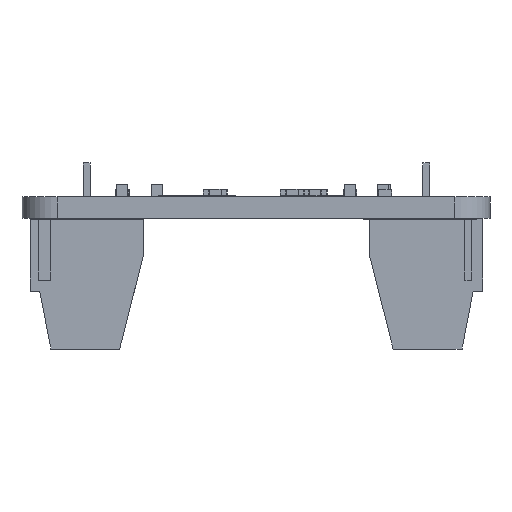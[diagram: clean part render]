
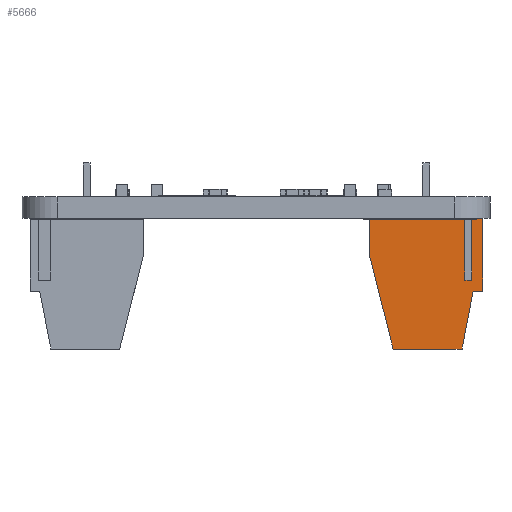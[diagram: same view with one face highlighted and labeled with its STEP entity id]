
A CAD part, left-side view. The second image highlights one B-rep face of the part: STEP entity #5666.
In plain terms, the highlighted face is planar.
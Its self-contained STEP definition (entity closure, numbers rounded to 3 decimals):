
#589=PLANE('',#6409);
#867=FACE_OUTER_BOUND('',#1346,.T.);
#1346=EDGE_LOOP('',(#4872,#4873,#4874,#4875,#4876,#4877,#4878,#4879,#4880,
#4881,#4882));
#1709=LINE('',#9382,#2151);
#1715=LINE('',#9395,#2157);
#1742=LINE('',#9448,#2184);
#1743=LINE('',#9451,#2185);
#1744=LINE('',#9453,#2186);
#1745=LINE('',#9455,#2187);
#1746=LINE('',#9457,#2188);
#1747=LINE('',#9459,#2189);
#1748=LINE('',#9461,#2190);
#1749=LINE('',#9462,#2191);
#1750=LINE('',#9463,#2192);
#2151=VECTOR('',#7876,0.8);
#2157=VECTOR('',#7884,6.9);
#2184=VECTOR('',#7927,5.);
#2185=VECTOR('',#7930,5.);
#2186=VECTOR('',#7931,3.3);
#2187=VECTOR('',#7932,6.912);
#2188=VECTOR('',#7933,5.);
#2189=VECTOR('',#7934,4.276);
#2190=VECTOR('',#7935,0.7);
#2191=VECTOR('',#7936,5.8);
#2192=VECTOR('',#7937,0.5);
#2928=VERTEX_POINT('',#9380);
#2929=VERTEX_POINT('',#9381);
#2934=VERTEX_POINT('',#9392);
#2935=VERTEX_POINT('',#9394);
#2953=VERTEX_POINT('',#9446);
#2954=VERTEX_POINT('',#9450);
#2955=VERTEX_POINT('',#9452);
#2956=VERTEX_POINT('',#9454);
#2957=VERTEX_POINT('',#9456);
#2958=VERTEX_POINT('',#9458);
#2959=VERTEX_POINT('',#9460);
#3581=EDGE_CURVE('',#2928,#2929,#1709,.T.);
#3587=EDGE_CURVE('',#2935,#2934,#1715,.T.);
#3614=EDGE_CURVE('',#2929,#2953,#1742,.T.);
#3615=EDGE_CURVE('',#2935,#2954,#1743,.T.);
#3616=EDGE_CURVE('',#2934,#2955,#1744,.T.);
#3617=EDGE_CURVE('',#2955,#2956,#1745,.T.);
#3618=EDGE_CURVE('',#2956,#2957,#1746,.T.);
#3619=EDGE_CURVE('',#2957,#2958,#1747,.T.);
#3620=EDGE_CURVE('',#2958,#2959,#1748,.T.);
#3621=EDGE_CURVE('',#2959,#2928,#1749,.T.);
#3622=EDGE_CURVE('',#2954,#2953,#1750,.T.);
#4872=ORIENTED_EDGE('',*,*,#3615,.F.);
#4873=ORIENTED_EDGE('',*,*,#3587,.T.);
#4874=ORIENTED_EDGE('',*,*,#3616,.T.);
#4875=ORIENTED_EDGE('',*,*,#3617,.T.);
#4876=ORIENTED_EDGE('',*,*,#3618,.T.);
#4877=ORIENTED_EDGE('',*,*,#3619,.T.);
#4878=ORIENTED_EDGE('',*,*,#3620,.T.);
#4879=ORIENTED_EDGE('',*,*,#3621,.T.);
#4880=ORIENTED_EDGE('',*,*,#3581,.T.);
#4881=ORIENTED_EDGE('',*,*,#3614,.T.);
#4882=ORIENTED_EDGE('',*,*,#3622,.F.);
#5666=ADVANCED_FACE('',(#867),#589,.T.);
#6409=AXIS2_PLACEMENT_3D('',#9449,#7928,#7929);
#7876=DIRECTION('',(0.,0.,-1.));
#7884=DIRECTION('',(0.,0.,-1.));
#7927=DIRECTION('',(0.,1.,0.));
#7928=DIRECTION('center_axis',(1.,0.,0.));
#7929=DIRECTION('ref_axis',(0.,1.,0.));
#7930=DIRECTION('',(0.,1.,0.));
#7931=DIRECTION('',(0.,1.,0.));
#7932=DIRECTION('',(0.,0.969,0.246));
#7933=DIRECTION('',(0.,0.,1.));
#7934=DIRECTION('',(0.,-0.982,0.187));
#7935=DIRECTION('',(0.,0.,1.));
#7936=DIRECTION('',(0.,-1.,0.));
#7937=DIRECTION('',(0.,0.,1.));
#9380=CARTESIAN_POINT('',(5.,-5.,0.));
#9381=CARTESIAN_POINT('',(5.,-5.,-0.8));
#9382=CARTESIAN_POINT('',(5.,-5.,0.));
#9392=CARTESIAN_POINT('',(5.,-5.,-8.2));
#9394=CARTESIAN_POINT('',(5.,-5.,-1.3));
#9395=CARTESIAN_POINT('',(5.,-5.,-1.3));
#9446=CARTESIAN_POINT('',(5.,0.,-0.8));
#9448=CARTESIAN_POINT('',(5.,-5.,-0.8));
#9449=CARTESIAN_POINT('Origin',(5.,0.,0.));
#9450=CARTESIAN_POINT('',(5.,0.,-1.3));
#9451=CARTESIAN_POINT('',(5.,-5.,-1.3));
#9452=CARTESIAN_POINT('',(5.,-1.7,-8.2));
#9453=CARTESIAN_POINT('',(5.,-5.,-8.2));
#9454=CARTESIAN_POINT('',(5.,5.,-6.5));
#9455=CARTESIAN_POINT('',(5.,-1.7,-8.2));
#9456=CARTESIAN_POINT('',(5.,5.,-1.5));
#9457=CARTESIAN_POINT('',(5.,5.,-6.5));
#9458=CARTESIAN_POINT('',(5.,0.8,-0.7));
#9459=CARTESIAN_POINT('',(5.,5.,-1.5));
#9460=CARTESIAN_POINT('',(5.,0.8,0.));
#9461=CARTESIAN_POINT('',(5.,0.8,-0.7));
#9462=CARTESIAN_POINT('',(5.,0.8,0.));
#9463=CARTESIAN_POINT('',(5.,0.,-1.3));
